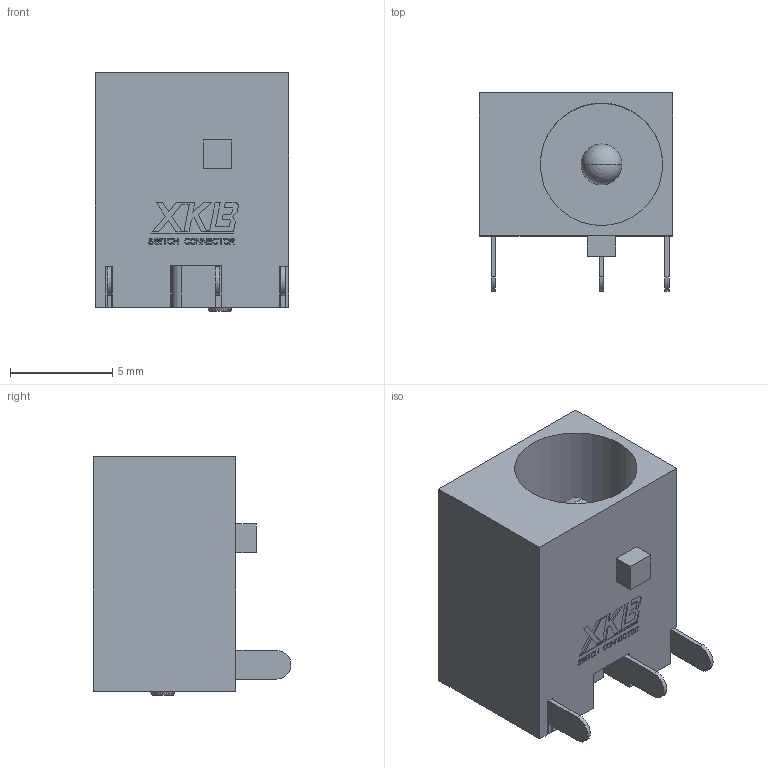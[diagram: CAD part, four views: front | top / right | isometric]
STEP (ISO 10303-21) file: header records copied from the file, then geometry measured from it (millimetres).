
FILE_DESCRIPTION((''),'2;1');
FILE_NAME('DC-0440-25A-20','2020-05-18T',('cwg'),(''),'PRO/ENGINEER BY PARAMETRIC TECHNOLOGY CORPORATION, 2010280','PRO/ENGINEER BY PARAMETRIC TECHNOLOGY CORPORATION, 2010280','');
FILE_SCHEMA(('CONFIG_CONTROL_DESIGN'));
Length unit declared in the file: millimetre
Products named in the file (1): DC-0440-25A-20
Bounding box: 9.5 x 9.7 x 11.7 mm (x, y, z)
Volume: 547.7 mm3; surface area: 849.5 mm2
Topology: 1 solids, 1 shells, 529 faces, 1498 edges, 994 vertices
Faces by surface type: plane 507, cylinder 14, torus 6, sphere 2
Entity records: 16840 total; most frequent: CARTESIAN_POINT 3019, ORIENTED_EDGE 2992, DIRECTION 2598, EDGE_CURVE 1496, VECTOR 1452, LINE 1452, VERTEX_POINT 994, AXIS2_PLACEMENT_3D 573
